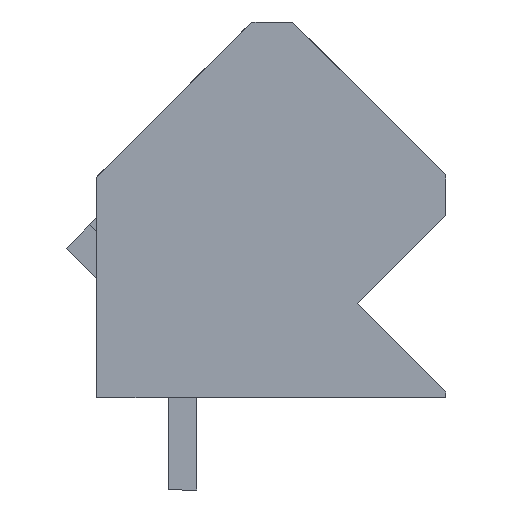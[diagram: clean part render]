
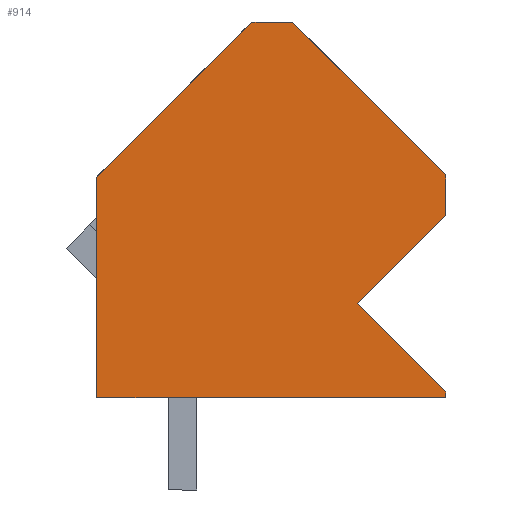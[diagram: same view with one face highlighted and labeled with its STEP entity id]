
A CAD part, left-side view. The second image highlights one B-rep face of the part: STEP entity #914.
In plain terms, the highlighted planar face has unit normal (-1, 0, 0).
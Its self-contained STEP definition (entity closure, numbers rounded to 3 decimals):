
#863=AXIS2_PLACEMENT_3D('Plane Axis2P3D',#860,#861,#862) ;
#255=CARTESIAN_POINT('Vertex',(0.,5.303,16.228)) ;
#258=CARTESIAN_POINT('Line Origine',(0.,2.651,13.577)) ;
#262=CARTESIAN_POINT('Vertex',(0.,0.,10.925)) ;
#615=CARTESIAN_POINT('Vertex',(0.,12.092,10.853)) ;
#618=CARTESIAN_POINT('Line Origine',(0.,9.405,13.541)) ;
#622=CARTESIAN_POINT('Vertex',(0.,6.717,16.228)) ;
#841=CARTESIAN_POINT('Line Origine',(0.,0.,10.218)) ;
#845=CARTESIAN_POINT('Vertex',(0.,0.,9.511)) ;
#860=CARTESIAN_POINT('Axis2P3D Location',(0.,13.152,0.)) ;
#865=CARTESIAN_POINT('Line Origine',(0.,6.046,3.2)) ;
#869=CARTESIAN_POINT('Vertex',(0.,12.092,3.2)) ;
#871=CARTESIAN_POINT('Vertex',(0.,0.,3.2)) ;
#874=CARTESIAN_POINT('Line Origine',(0.,0.,3.3)) ;
#878=CARTESIAN_POINT('Vertex',(0.,0.,3.4)) ;
#881=CARTESIAN_POINT('Line Origine',(0.,1.527,4.928)) ;
#885=CARTESIAN_POINT('Vertex',(0.,3.055,6.455)) ;
#888=CARTESIAN_POINT('Line Origine',(0.,1.527,7.983)) ;
#893=CARTESIAN_POINT('Line Origine',(0.,6.01,16.228)) ;
#898=CARTESIAN_POINT('Line Origine',(0.,12.092,7.027)) ;
#259=DIRECTION('Vector Direction',(0.,0.707,0.707)) ;
#619=DIRECTION('Vector Direction',(0.,0.707,-0.707)) ;
#842=DIRECTION('Vector Direction',(0.,0.,1.)) ;
#861=DIRECTION('Axis2P3D Direction',(-1.,0.,0.)) ;
#862=DIRECTION('Axis2P3D XDirection',(0.,-1.,0.)) ;
#866=DIRECTION('Vector Direction',(0.,-1.,0.)) ;
#875=DIRECTION('Vector Direction',(0.,0.,1.)) ;
#882=DIRECTION('Vector Direction',(0.,0.707,0.707)) ;
#889=DIRECTION('Vector Direction',(0.,-0.707,0.707)) ;
#894=DIRECTION('Vector Direction',(0.,1.,0.)) ;
#899=DIRECTION('Vector Direction',(0.,0.,-1.)) ;
#260=VECTOR('Line Direction',#259,1.) ;
#620=VECTOR('Line Direction',#619,1.) ;
#843=VECTOR('Line Direction',#842,1.) ;
#867=VECTOR('Line Direction',#866,1.) ;
#876=VECTOR('Line Direction',#875,1.) ;
#883=VECTOR('Line Direction',#882,1.) ;
#890=VECTOR('Line Direction',#889,1.) ;
#895=VECTOR('Line Direction',#894,1.) ;
#900=VECTOR('Line Direction',#899,1.) ;
#904=ORIENTED_EDGE('',*,*,#873,.T.) ;
#905=ORIENTED_EDGE('',*,*,#880,.T.) ;
#906=ORIENTED_EDGE('',*,*,#887,.T.) ;
#907=ORIENTED_EDGE('',*,*,#892,.T.) ;
#908=ORIENTED_EDGE('',*,*,#847,.T.) ;
#909=ORIENTED_EDGE('',*,*,#264,.T.) ;
#910=ORIENTED_EDGE('',*,*,#897,.T.) ;
#911=ORIENTED_EDGE('',*,*,#624,.T.) ;
#912=ORIENTED_EDGE('',*,*,#902,.T.) ;
#914=ADVANCED_FACE('HOUSING',(#913),#864,.T.) ;
#264=EDGE_CURVE('',#263,#256,#261,.T.) ;
#624=EDGE_CURVE('',#623,#616,#621,.T.) ;
#847=EDGE_CURVE('',#846,#263,#844,.T.) ;
#873=EDGE_CURVE('',#870,#872,#868,.T.) ;
#880=EDGE_CURVE('',#872,#879,#877,.T.) ;
#887=EDGE_CURVE('',#879,#886,#884,.T.) ;
#892=EDGE_CURVE('',#886,#846,#891,.T.) ;
#897=EDGE_CURVE('',#256,#623,#896,.T.) ;
#902=EDGE_CURVE('',#616,#870,#901,.T.) ;
#903=EDGE_LOOP('',(#904,#905,#906,#907,#908,#909,#910,#911,#912)) ;
#913=FACE_OUTER_BOUND('',#903,.T.) ;
#261=LINE('Line',#258,#260) ;
#621=LINE('Line',#618,#620) ;
#844=LINE('Line',#841,#843) ;
#868=LINE('Line',#865,#867) ;
#877=LINE('Line',#874,#876) ;
#884=LINE('Line',#881,#883) ;
#891=LINE('Line',#888,#890) ;
#896=LINE('Line',#893,#895) ;
#901=LINE('Line',#898,#900) ;
#864=PLANE('',#863) ;
#256=VERTEX_POINT('',#255) ;
#263=VERTEX_POINT('',#262) ;
#616=VERTEX_POINT('',#615) ;
#623=VERTEX_POINT('',#622) ;
#846=VERTEX_POINT('',#845) ;
#870=VERTEX_POINT('',#869) ;
#872=VERTEX_POINT('',#871) ;
#879=VERTEX_POINT('',#878) ;
#886=VERTEX_POINT('',#885) ;
